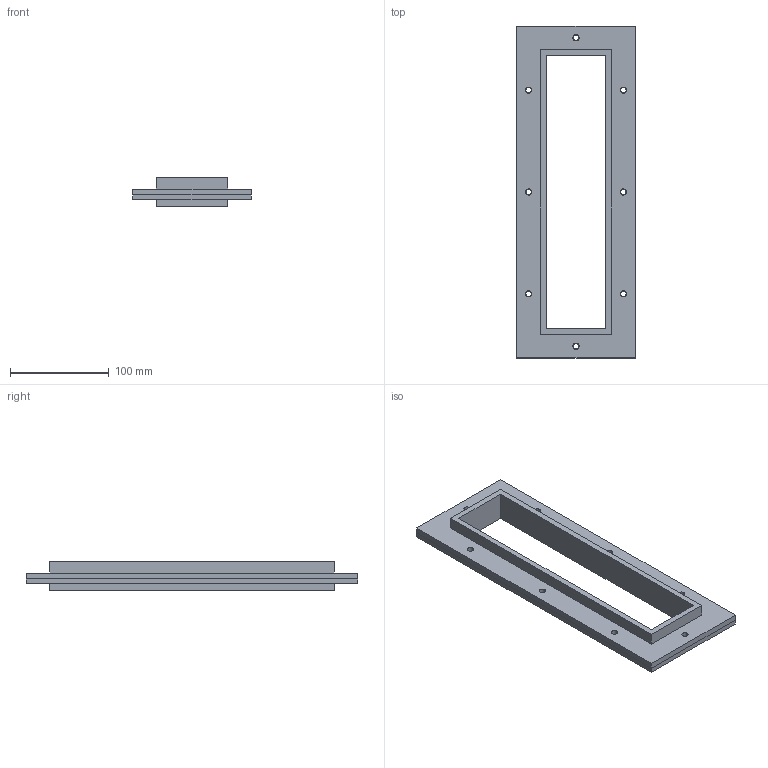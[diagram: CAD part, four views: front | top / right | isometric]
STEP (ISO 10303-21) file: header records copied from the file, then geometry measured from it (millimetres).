
FILE_DESCRIPTION(/* description */ (''),/* implementation_level */ '2;1');
FILE_NAME(/* name */ 'CLH7X1.stp',/* time_stamp */ '2024-08-28T14:54:47+02:00',/* author */ ('se-milkar'),/* organization */ (''),/* preprocessor_version */ 'ST-DEVELOPER v18.1',/* originating_system */ 'Autodesk Inventor 2021',/* authorisation */ '');
FILE_SCHEMA (('AUTOMOTIVE_DESIGN { 1 0 10303 214 3 1 1 }'));
Length unit declared in the file: millimetre
Products named in the file (1): CLH7X1
Bounding box: 120 x 336 x 30 mm (x, y, z)
Volume: 332881.1 mm3; surface area: 136397.4 mm2
Topology: 2 solids, 2 shells, 50 faces, 132 edges, 88 vertices
Faces by surface type: plane 30, cylinder 20
Full cylindrical faces by diameter (mm): 5.5 x8, 6.3 x8
Entity records: 1699 total; most frequent: DIRECTION 274, CARTESIAN_POINT 271, ORIENTED_EDGE 264, EDGE_CURVE 132, LINE 92, VECTOR 92, AXIS2_PLACEMENT_3D 91, EDGE_LOOP 88
